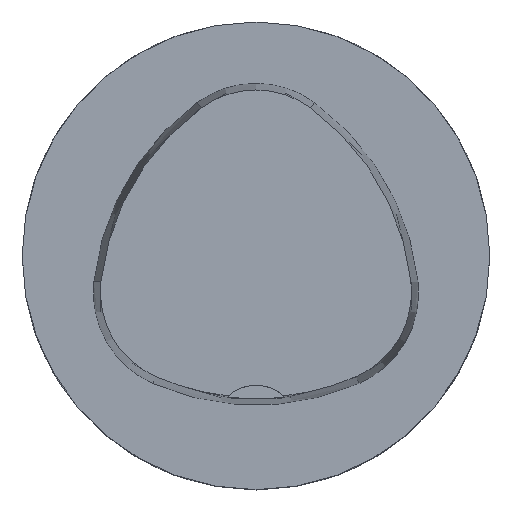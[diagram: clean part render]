
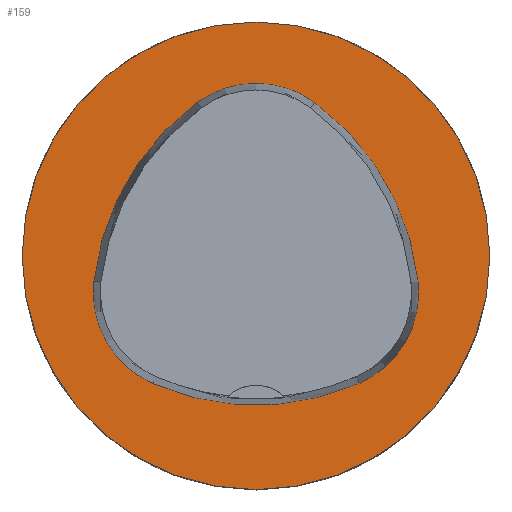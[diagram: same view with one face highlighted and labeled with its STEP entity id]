
A CAD part, top view. The second image highlights one B-rep face of the part: STEP entity #159.
In plain terms, the highlighted planar face has unit normal (0, 0, 1).
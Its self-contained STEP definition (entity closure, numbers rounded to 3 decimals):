
#129=PLANE('',#726);
#159=ADVANCED_FACE('',(#217,#218),#129,.T.);
#217=FACE_BOUND('',#278,.T.);
#218=FACE_BOUND('',#279,.T.);
#278=EDGE_LOOP('',(#395,#396,#397,#398,#399,#400));
#279=EDGE_LOOP('',(#401));
#395=ORIENTED_EDGE('',*,*,#581,.T.);
#396=ORIENTED_EDGE('',*,*,#561,.T.);
#397=ORIENTED_EDGE('',*,*,#565,.T.);
#398=ORIENTED_EDGE('',*,*,#568,.T.);
#399=ORIENTED_EDGE('',*,*,#571,.T.);
#400=ORIENTED_EDGE('',*,*,#579,.T.);
#401=ORIENTED_EDGE('',*,*,#552,.F.);
#495=VERTEX_POINT('',#1042);
#504=VERTEX_POINT('',#1061);
#505=VERTEX_POINT('',#1062);
#508=VERTEX_POINT('',#1070);
#510=VERTEX_POINT('',#1076);
#512=VERTEX_POINT('',#1082);
#519=VERTEX_POINT('',#1103);
#552=EDGE_CURVE('',#495,#495,#617,.T.);
#561=EDGE_CURVE('',#504,#505,#618,.T.);
#565=EDGE_CURVE('',#505,#508,#620,.T.);
#568=EDGE_CURVE('',#508,#510,#622,.T.);
#571=EDGE_CURVE('',#510,#512,#624,.T.);
#579=EDGE_CURVE('',#512,#519,#628,.T.);
#581=EDGE_CURVE('',#519,#504,#630,.T.);
#617=CIRCLE('',#698,40.);
#618=CIRCLE('',#704,44.);
#620=CIRCLE('',#707,17.);
#622=CIRCLE('',#710,44.);
#624=CIRCLE('',#713,17.);
#628=CIRCLE('',#718,44.);
#630=CIRCLE('',#721,17.);
#698=AXIS2_PLACEMENT_3D('',#1041,#819,#820);
#704=AXIS2_PLACEMENT_3D('',#1060,#835,#836);
#707=AXIS2_PLACEMENT_3D('',#1069,#843,#844);
#710=AXIS2_PLACEMENT_3D('',#1075,#850,#851);
#713=AXIS2_PLACEMENT_3D('',#1081,#857,#858);
#718=AXIS2_PLACEMENT_3D('',#1104,#869,#870);
#721=AXIS2_PLACEMENT_3D('',#1107,#875,#876);
#726=AXIS2_PLACEMENT_3D('',#1112,#885,#886);
#819=DIRECTION('',(0.,0.,-1.));
#820=DIRECTION('',(-1.,0.,0.));
#835=DIRECTION('',(0.,0.,-1.));
#836=DIRECTION('',(-1.,0.,0.));
#843=DIRECTION('',(0.,0.,-1.));
#844=DIRECTION('',(-1.,0.,0.));
#850=DIRECTION('',(0.,0.,-1.));
#851=DIRECTION('',(-1.,0.,0.));
#857=DIRECTION('',(0.,0.,-1.));
#858=DIRECTION('',(-1.,0.,0.));
#869=DIRECTION('',(0.,0.,-1.));
#870=DIRECTION('',(-1.,0.,0.));
#875=DIRECTION('',(0.,0.,-1.));
#876=DIRECTION('',(-1.,0.,0.));
#885=DIRECTION('',(0.,0.,1.));
#886=DIRECTION('',(1.,0.,0.));
#1041=CARTESIAN_POINT('',(0.,0.,0.));
#1042=CARTESIAN_POINT('',(-40.,0.,0.));
#1060=CARTESIAN_POINT('',(16.01,-9.224,0.));
#1061=CARTESIAN_POINT('',(-27.722,-4.378,0.));
#1062=CARTESIAN_POINT('',(-10.119,26.178,0.));
#1069=CARTESIAN_POINT('',(-0.023,12.5,0.));
#1070=CARTESIAN_POINT('',(10.049,26.194,0.));
#1075=CARTESIAN_POINT('',(-16.021,-9.25,0.));
#1076=CARTESIAN_POINT('',(27.71,-4.394,0.));
#1081=CARTESIAN_POINT('',(10.814,-6.27,0.));
#1082=CARTESIAN_POINT('',(17.611,-21.852,0.));
#1103=CARTESIAN_POINT('',(-17.652,-21.819,0.));
#1104=CARTESIAN_POINT('',(0.017,18.477,0.));
#1107=CARTESIAN_POINT('',(-10.825,-6.25,0.));
#1112=CARTESIAN_POINT('',(0.,0.,0.));
